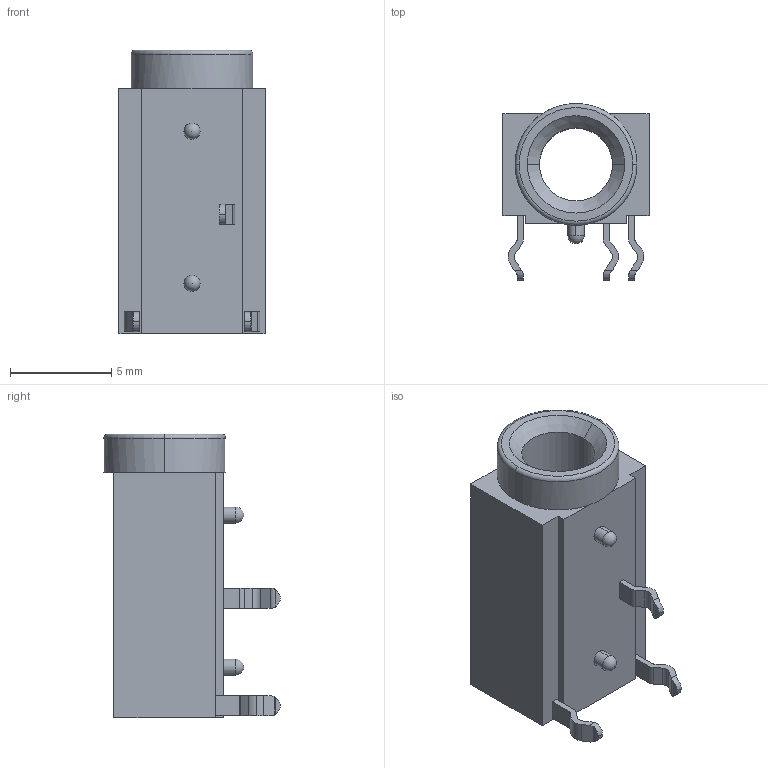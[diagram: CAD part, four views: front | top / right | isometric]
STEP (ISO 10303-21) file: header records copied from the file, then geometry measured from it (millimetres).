
FILE_DESCRIPTION (( 'STEP AP214' ), '1' );
FILE_NAME ('STX-3000_rD3.STEP', '2012-10-01T22:02:21', ( '' ), ( '' ), 'SwSTEP 2.0', 'SolidWorks 2012', '' );
FILE_SCHEMA (( 'AUTOMOTIVE_DESIGN' ));
Length unit declared in the file: millimetre
Products named in the file (1): STX-3000_rD3
Bounding box: 7.2 x 8.7 x 14 mm (x, y, z)
Volume: 372.4 mm3; surface area: 580.9 mm2
Topology: 1 solids, 1 shells, 84 faces, 229 edges, 150 vertices
Faces by surface type: plane 44, cylinder 34, cone 2, torus 2, sphere 2
Entity records: 2985 total; most frequent: CARTESIAN_POINT 544, ORIENTED_EDGE 446, DIRECTION 435, EDGE_CURVE 223, AXIS2_PLACEMENT_3D 151, VERTEX_POINT 146, VECTOR 133, LINE 133
